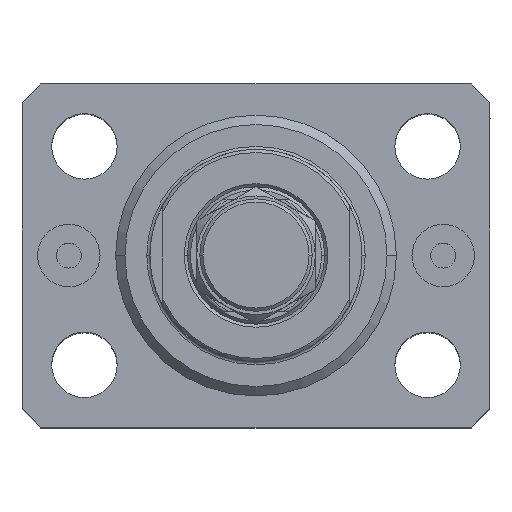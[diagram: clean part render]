
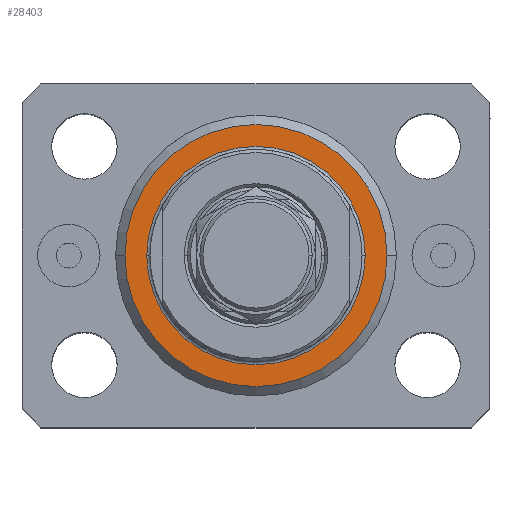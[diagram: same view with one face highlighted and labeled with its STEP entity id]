
A CAD part, top view. The second image highlights one B-rep face of the part: STEP entity #28403.
In plain terms, the highlighted face is planar.
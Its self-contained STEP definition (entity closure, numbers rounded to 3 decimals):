
#1282 = ORIENTED_EDGE ( 'NONE', *, *, #29382, .T. ) ;
#1362 = AXIS2_PLACEMENT_3D ( 'NONE', #15827, #30062, #44268 ) ;
#3080 = CIRCLE ( 'NONE', #18731, 21. ) ;
#3851 = CARTESIAN_POINT ( 'NONE',  ( 17.5, 0., 0. ) ) ;
#3928 = ORIENTED_EDGE ( 'NONE', *, *, #41473, .T. ) ;
#5597 = VERTEX_POINT ( 'NONE', #31106 ) ;
#5599 = FACE_OUTER_BOUND ( 'NONE', #24792, .T. ) ;
#8869 = CARTESIAN_POINT ( 'NONE',  ( 0., 0., 0. ) ) ;
#9917 = VERTEX_POINT ( 'NONE', #3851 ) ;
#10076 = ORIENTED_EDGE ( 'NONE', *, *, #17824, .T. ) ;
#10110 = CIRCLE ( 'NONE', #12356, 17.5 ) ;
#11342 = VERTEX_POINT ( 'NONE', #30144 ) ;
#12356 = AXIS2_PLACEMENT_3D ( 'NONE', #21072, #42058, #38554 ) ;
#13359 = AXIS2_PLACEMENT_3D ( 'NONE', #44010, #25606, #32838 ) ;
#15827 = CARTESIAN_POINT ( 'NONE',  ( 0., 0., 0. ) ) ;
#17824 = EDGE_CURVE ( 'NONE', #5597, #9917, #10110, .T. ) ;
#18731 = AXIS2_PLACEMENT_3D ( 'NONE', #22817, #37031, #27028 ) ;
#19114 = FACE_BOUND ( 'NONE', #25009, .T. ) ;
#21072 = CARTESIAN_POINT ( 'NONE',  ( 0., 0., 0. ) ) ;
#22817 = CARTESIAN_POINT ( 'NONE',  ( 0., 0., 0. ) ) ;
#24792 = EDGE_LOOP ( 'NONE', ( #1282, #3928 ) ) ;
#25009 = EDGE_LOOP ( 'NONE', ( #32263, #10076 ) ) ;
#25606 = DIRECTION ( 'NONE',  ( 0., 0., -1. ) ) ;
#27028 = DIRECTION ( 'NONE',  ( 1., 0., 0. ) ) ;
#27428 = CIRCLE ( 'NONE', #1362, 17.5 ) ;
#28403 = ADVANCED_FACE ( 'NONE', ( #19114, #5599 ), #30566, .F. ) ;
#28889 = CARTESIAN_POINT ( 'NONE',  ( -21., 0., 0. ) ) ;
#29382 = EDGE_CURVE ( 'NONE', #11342, #30173, #3080, .T. ) ;
#30062 = DIRECTION ( 'NONE',  ( 0., 0., 1. ) ) ;
#30144 = CARTESIAN_POINT ( 'NONE',  ( 21., 0., 0. ) ) ;
#30173 = VERTEX_POINT ( 'NONE', #28889 ) ;
#30566 = PLANE ( 'NONE',  #31353 ) ;
#31106 = CARTESIAN_POINT ( 'NONE',  ( -17.5, 0., 0. ) ) ;
#31353 = AXIS2_PLACEMENT_3D ( 'NONE', #8869, #34048, #37323 ) ;
#32263 = ORIENTED_EDGE ( 'NONE', *, *, #37694, .T. ) ;
#32838 = DIRECTION ( 'NONE',  ( 1., 0., 0. ) ) ;
#34048 = DIRECTION ( 'NONE',  ( 0., 0., 1. ) ) ;
#37031 = DIRECTION ( 'NONE',  ( 0., 0., -1. ) ) ;
#37323 = DIRECTION ( 'NONE',  ( 1., 0., 0. ) ) ;
#37694 = EDGE_CURVE ( 'NONE', #9917, #5597, #27428, .T. ) ;
#38554 = DIRECTION ( 'NONE',  ( 1., 0., 0. ) ) ;
#41473 = EDGE_CURVE ( 'NONE', #30173, #11342, #45380, .T. ) ;
#42058 = DIRECTION ( 'NONE',  ( 0., 0., 1. ) ) ;
#44010 = CARTESIAN_POINT ( 'NONE',  ( 0., 0., 0. ) ) ;
#44268 = DIRECTION ( 'NONE',  ( 1., 0., 0. ) ) ;
#45380 = CIRCLE ( 'NONE', #13359, 21. ) ;
